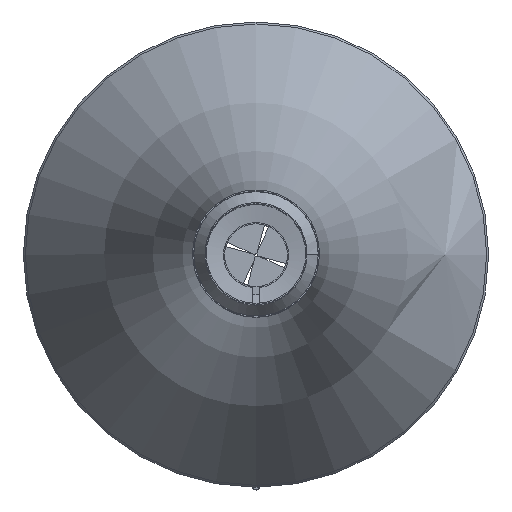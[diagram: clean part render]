
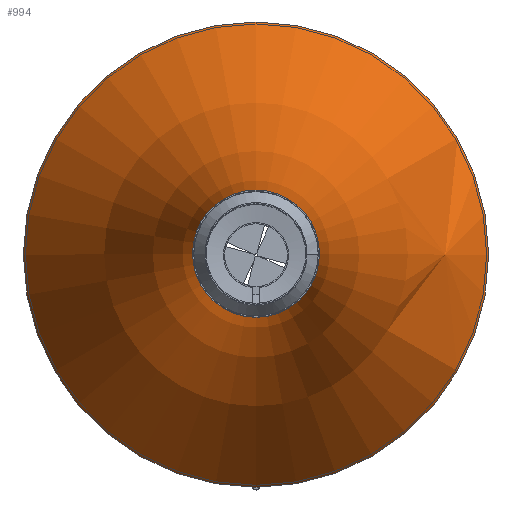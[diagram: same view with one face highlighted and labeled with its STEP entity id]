
A CAD part, top view. The second image highlights one B-rep face of the part: STEP entity #994.
In plain terms, the highlighted toroidal (fillet/blend) face has major radius 1736.5 mm and minor radius 1600 mm.
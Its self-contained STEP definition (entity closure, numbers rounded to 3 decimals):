
#994=ADVANCED_FACE('',(#1671,#1672),#1673,.F.);
#1671=FACE_OUTER_BOUND('',#2352,.T.);
#1672=FACE_OUTER_BOUND('',#2353,.T.);
#1673=TOROIDAL_SURFACE('',#2354,1736.5,1600.0);
#2352=EDGE_LOOP('',(#3041));
#2353=EDGE_LOOP('',(#3042));
#2354=AXIS2_PLACEMENT_3D('',#3043,#3044,#3045);
#3041=ORIENTED_EDGE('',*,*,#4306,.T.);
#3042=ORIENTED_EDGE('',*,*,#4313,.F.);
#3043=CARTESIAN_POINT('',(0.0,0.0,1944.454));
#3044=DIRECTION('',(0.0,0.0,1.0));
#3045=DIRECTION('',(1.0,0.0,0.0));
#4306=EDGE_CURVE('',#4851,#4851,#4852,.T.);
#4313=EDGE_CURVE('',#4862,#4862,#4863,.T.);
#4851=VERTEX_POINT('',#5624);
#4852=CIRCLE('',#5625,500.0);
#4862=VERTEX_POINT('',#5635);
#4863=CIRCLE('',#5636,136.5);
#5624=CARTESIAN_POINT('',(500.0,0.0,929.039));
#5625=AXIS2_PLACEMENT_3D('',#6948,#6949,#6950);
#5635=CARTESIAN_POINT('',(136.5,0.0,1944.454));
#5636=AXIS2_PLACEMENT_3D('',#6960,#6961,#6962);
#6948=CARTESIAN_POINT('',(0.0,0.0,929.039));
#6949=DIRECTION('',(0.0,0.0,1.0));
#6950=DIRECTION('',(1.0,0.0,0.0));
#6960=CARTESIAN_POINT('',(0.0,0.0,1944.454));
#6961=DIRECTION('',(0.0,0.0,1.0));
#6962=DIRECTION('',(1.0,0.0,0.0));
